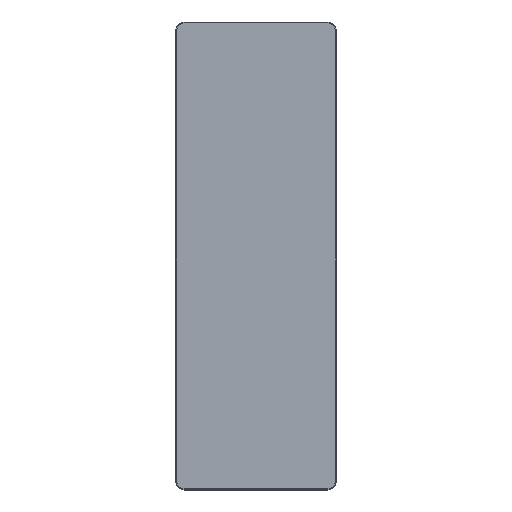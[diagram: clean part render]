
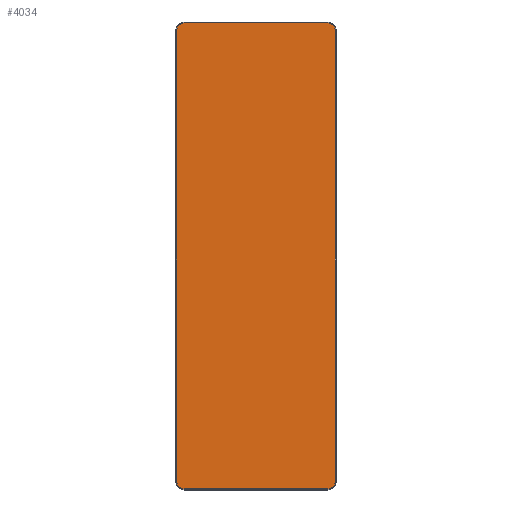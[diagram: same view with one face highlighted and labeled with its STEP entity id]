
A CAD part, top view. The second image highlights one B-rep face of the part: STEP entity #4034.
In plain terms, the highlighted planar face has unit normal (0, 0, 1).
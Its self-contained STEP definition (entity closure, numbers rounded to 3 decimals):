
#33 = CARTESIAN_POINT ( 'NONE',  ( -245., 796.6, 0. ) ) ;
#162 = PLANE ( 'NONE',  #1188 ) ;
#171 = VECTOR ( 'NONE', #3918, 1000. ) ;
#278 = CARTESIAN_POINT ( 'NONE',  ( 271.6, -770., 0. ) ) ;
#292 = ORIENTED_EDGE ( 'NONE', *, *, #2806, .T. ) ;
#312 = DIRECTION ( 'NONE',  ( 1., 0., 0. ) ) ;
#362 = VERTEX_POINT ( 'NONE', #4995 ) ;
#404 = VERTEX_POINT ( 'NONE', #33 ) ;
#501 = CARTESIAN_POINT ( 'NONE',  ( -271.6, -770., 0. ) ) ;
#684 = CIRCLE ( 'NONE', #4574, 26.6 ) ;
#722 = CARTESIAN_POINT ( 'NONE',  ( -245., -796.6, 0. ) ) ;
#732 = VERTEX_POINT ( 'NONE', #3672 ) ;
#736 = CARTESIAN_POINT ( 'NONE',  ( -245., 796.6, 0. ) ) ;
#793 = ORIENTED_EDGE ( 'NONE', *, *, #3309, .T. ) ;
#899 = ORIENTED_EDGE ( 'NONE', *, *, #2720, .T. ) ;
#945 = EDGE_LOOP ( 'NONE', ( #292, #2348, #2381, #4270, #793, #1363, #899, #3369 ) ) ;
#979 = DIRECTION ( 'NONE',  ( 1., 0., 0. ) ) ;
#987 = LINE ( 'NONE', #501, #1957 ) ;
#1024 = CARTESIAN_POINT ( 'NONE',  ( -245., 770., 0. ) ) ;
#1125 = DIRECTION ( 'NONE',  ( 0., 0., 1. ) ) ;
#1185 = VERTEX_POINT ( 'NONE', #2294 ) ;
#1188 = AXIS2_PLACEMENT_3D ( 'NONE', #5035, #2516, #979 ) ;
#1363 = ORIENTED_EDGE ( 'NONE', *, *, #3815, .T. ) ;
#1455 = CARTESIAN_POINT ( 'NONE',  ( 245., -796.6, 0. ) ) ;
#1532 = VECTOR ( 'NONE', #4546, 1000. ) ;
#1658 = VERTEX_POINT ( 'NONE', #3136 ) ;
#1845 = DIRECTION ( 'NONE',  ( 0., 0., 1. ) ) ;
#1862 = LINE ( 'NONE', #5262, #1994 ) ;
#1920 = CARTESIAN_POINT ( 'NONE',  ( 245., 770., 0. ) ) ;
#1957 = VECTOR ( 'NONE', #2138, 1000. ) ;
#1994 = VECTOR ( 'NONE', #2792, 1000. ) ;
#2082 = EDGE_CURVE ( 'NONE', #2217, #1658, #3999, .T. ) ;
#2138 = DIRECTION ( 'NONE',  ( 0., -1., 0. ) ) ;
#2142 = CIRCLE ( 'NONE', #4306, 26.6 ) ;
#2143 = CARTESIAN_POINT ( 'NONE',  ( 245., -770., 0. ) ) ;
#2157 = FACE_OUTER_BOUND ( 'NONE', #945, .T. ) ;
#2217 = VERTEX_POINT ( 'NONE', #722 ) ;
#2294 = CARTESIAN_POINT ( 'NONE',  ( 245., 796.6, 0. ) ) ;
#2348 = ORIENTED_EDGE ( 'NONE', *, *, #2082, .T. ) ;
#2381 = ORIENTED_EDGE ( 'NONE', *, *, #3122, .T. ) ;
#2516 = DIRECTION ( 'NONE',  ( 0., 0., 1. ) ) ;
#2720 = EDGE_CURVE ( 'NONE', #404, #3437, #4752, .T. ) ;
#2743 = DIRECTION ( 'NONE',  ( 1., 0., 0. ) ) ;
#2754 = AXIS2_PLACEMENT_3D ( 'NONE', #5244, #1125, #312 ) ;
#2792 = DIRECTION ( 'NONE',  ( 0., 1., 0. ) ) ;
#2806 = EDGE_CURVE ( 'NONE', #732, #2217, #3185, .T. ) ;
#2852 = CARTESIAN_POINT ( 'NONE',  ( -271.6, 770., 0. ) ) ;
#3110 = AXIS2_PLACEMENT_3D ( 'NONE', #1024, #3135, #4782 ) ;
#3122 = EDGE_CURVE ( 'NONE', #1658, #3274, #2142, .T. ) ;
#3135 = DIRECTION ( 'NONE',  ( 0., 0., 1. ) ) ;
#3136 = CARTESIAN_POINT ( 'NONE',  ( 245., -796.6, 0. ) ) ;
#3185 = CIRCLE ( 'NONE', #2754, 26.6 ) ;
#3274 = VERTEX_POINT ( 'NONE', #278 ) ;
#3309 = EDGE_CURVE ( 'NONE', #362, #1185, #684, .T. ) ;
#3369 = ORIENTED_EDGE ( 'NONE', *, *, #4888, .T. ) ;
#3437 = VERTEX_POINT ( 'NONE', #2852 ) ;
#3672 = CARTESIAN_POINT ( 'NONE',  ( -271.6, -770., 0. ) ) ;
#3810 = DIRECTION ( 'NONE',  ( 1., 0., 0. ) ) ;
#3815 = EDGE_CURVE ( 'NONE', #1185, #404, #4984, .T. ) ;
#3918 = DIRECTION ( 'NONE',  ( 1., 0., 0. ) ) ;
#3999 = LINE ( 'NONE', #1455, #171 ) ;
#4022 = DIRECTION ( 'NONE',  ( 0., 0., 1. ) ) ;
#4034 = ADVANCED_FACE ( 'NONE', ( #2157 ), #162, .T. ) ;
#4270 = ORIENTED_EDGE ( 'NONE', *, *, #5054, .T. ) ;
#4306 = AXIS2_PLACEMENT_3D ( 'NONE', #2143, #1845, #3810 ) ;
#4546 = DIRECTION ( 'NONE',  ( -1., 0., 0. ) ) ;
#4574 = AXIS2_PLACEMENT_3D ( 'NONE', #1920, #4022, #2743 ) ;
#4752 = CIRCLE ( 'NONE', #3110, 26.6 ) ;
#4782 = DIRECTION ( 'NONE',  ( 1., 0., 0. ) ) ;
#4888 = EDGE_CURVE ( 'NONE', #3437, #732, #987, .T. ) ;
#4984 = LINE ( 'NONE', #736, #1532 ) ;
#4995 = CARTESIAN_POINT ( 'NONE',  ( 271.6, 770., 0. ) ) ;
#5035 = CARTESIAN_POINT ( 'NONE',  ( 245., 770., 0. ) ) ;
#5054 = EDGE_CURVE ( 'NONE', #3274, #362, #1862, .T. ) ;
#5244 = CARTESIAN_POINT ( 'NONE',  ( -245., -770., 0. ) ) ;
#5262 = CARTESIAN_POINT ( 'NONE',  ( 271.6, 770., 0. ) ) ;
